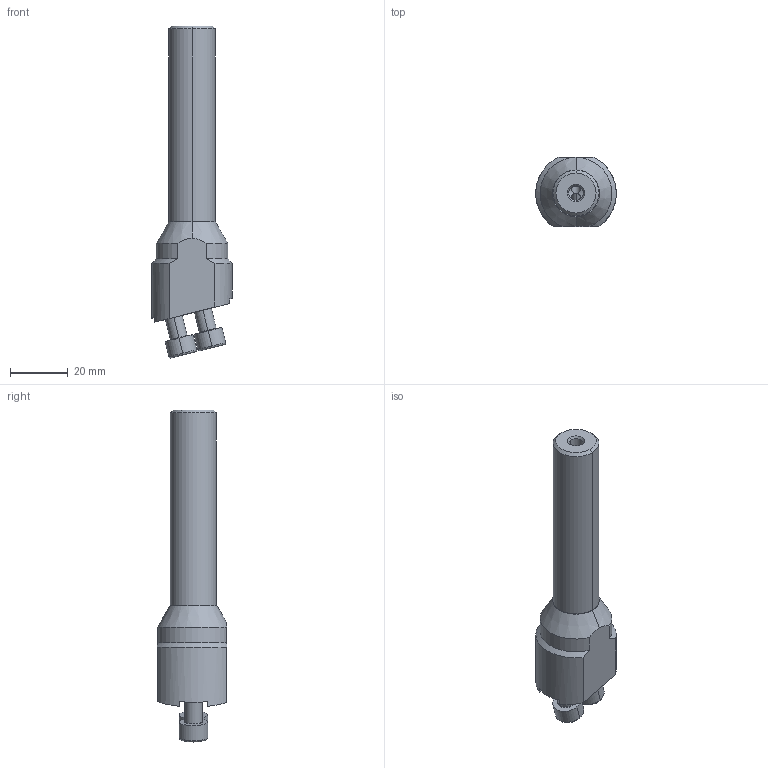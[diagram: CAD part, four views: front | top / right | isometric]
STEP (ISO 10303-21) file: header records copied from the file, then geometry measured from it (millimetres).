
FILE_DESCRIPTION(('no description'),'unknown implementation level');
FILE_NAME('9DCF001F-E9B9-4742-B53C-7B39193C236D_export.stp',' ',('CIMSOURCE GmbH'),('CADClick - KiM GmbH - www.kimweb.de'),'unknown preprocess','ACIS','unknown authorization');
FILE_SCHEMA(('automotive_design'));
Length unit declared in the file: millimetre
Products named in the file (3): 615.264 Kaiser VSTH D16 X 103|690.150 Kaiser ETL M6X16_Standard;NONE; 615.264 Kaiser VSTH D16 X 103|615.264 Kaiser VSTH D16 X 103_Standard;NONE
Bounding box: 27.97 x 24 x 115.46 mm (x, y, z)
Volume: 28351.3 mm3; surface area: 10477.1 mm2
Topology: 3 solids, 3 shells, 126 faces, 300 edges, 182 vertices
Faces by surface type: plane 52, cylinder 44, cone 22, torus 8
Entity records: 7170 total; most frequent: CARTESIAN_POINT 855, DIRECTION 622, STYLED_ITEM 603, PRESENTATION_STYLE_ASSIGNMENT 603, COLOUR_RGB 603, ORIENTED_EDGE 584, EDGE_CURVE 292, CURVE_STYLE 292
